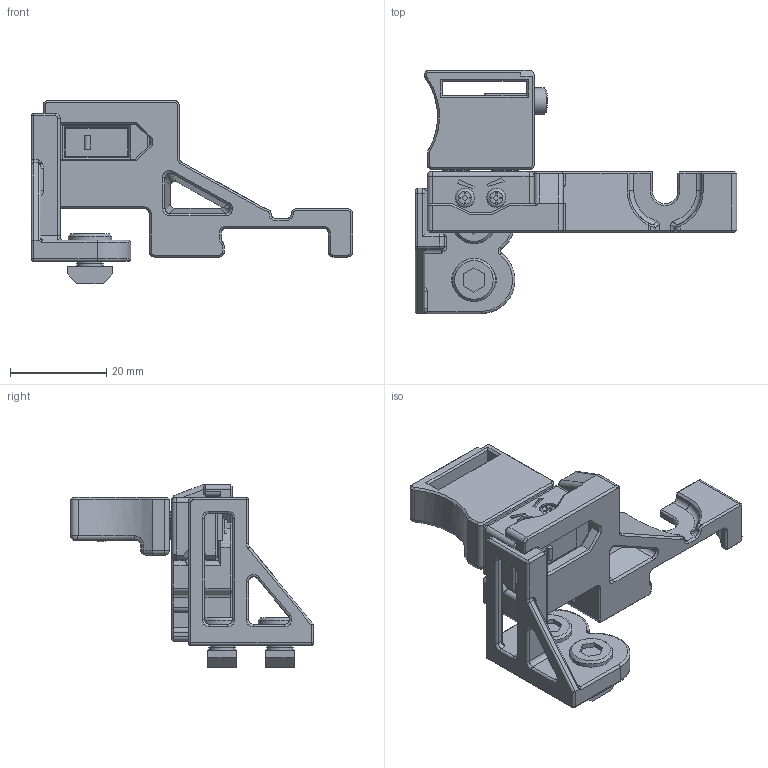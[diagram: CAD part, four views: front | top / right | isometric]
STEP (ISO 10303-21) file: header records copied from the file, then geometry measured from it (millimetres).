
FILE_DESCRIPTION(/* description */ (''),/* implementation_level */ '2;1');
FILE_NAME(/* name */ 'KlackEnder_Rev2.2b.step',/* time_stamp */ '2026-01-14T23:53:55-05:00',/* author */ (''),/* organization */ (''),/* preprocessor_version */ 'ST-DEVELOPER v20.1',/* originating_system */ 'Autodesk Translation Framework v14.21.0.0',/* authorisation */ '');
FILE_SCHEMA (('AUTOMOTIVE_DESIGN { 1 0 10303 214 3 1 1 }'));
Length unit declared in the file: millimetre
Products named in the file (14): KlackEnder_Rev2.2_Parametric; Probe_Mount; M3X10 SHCS v1; 6x3mm Magnet v1 (2); Probe_Block; Omron_D2F_F v1; 94209A345_Thread-Forming Screws for Soft Metal; 6x3mm Magnet v1 (1); Probe_Dock; 6x3mm Magnet v1; Probe_Retainer; M5X8 with t-nut v2; M5X8 with t-nut v2_1; M5 T-Nut
Assembly tree (18 placements, depth 4):
  KlackEnder_Rev2.2_Parametric
    Probe_Mount
      M3X10 SHCS v1
      6x3mm Magnet v1 (2)  x2
    Probe_Block
      Omron_D2F_F v1
      94209A345_Thread-Forming Screws for Soft Metal  x2
      6x3mm Magnet v1 (1)  x3
    Probe_Dock
      6x3mm Magnet v1
    Probe_Retainer
      M5X8 with t-nut v2
        M5 T-Nut
      M5X8 with t-nut v2_1
        M5 T-Nut
Bounding box: 66.73 x 50.49 x 38.01 mm (x, y, z)
Volume: 17017.5 mm3; surface area: 13680.3 mm2
Topology: 19 solids, 19 shells, 1231 faces, 3148 edges, 1962 vertices
Faces by surface type: cylinder 522, plane 486, cone 106, bspline 59, torus 47, sphere 11
Full cylindrical faces by diameter (mm): 1.48 x48, 1.75 x4, 2 x5, 2.5 x2, 3 x1, 4 x4, 5 x4, 5.466 x2, 5.5 x1, 5.6 x1, 6 x6, 6.1 x1, 9 x2
Entity records: 41361 total; most frequent: CARTESIAN_POINT 17547, ORIENTED_EDGE 5054, DIRECTION 4580, EDGE_CURVE 2527, VERTEX_POINT 1554, AXIS2_PLACEMENT_3D 1542, LINE 1496, VECTOR 1496
